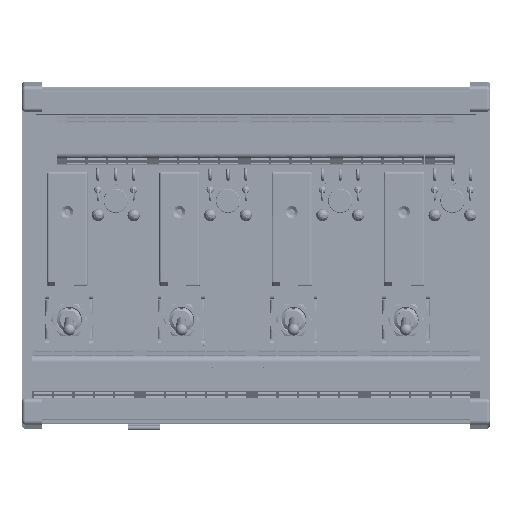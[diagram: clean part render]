
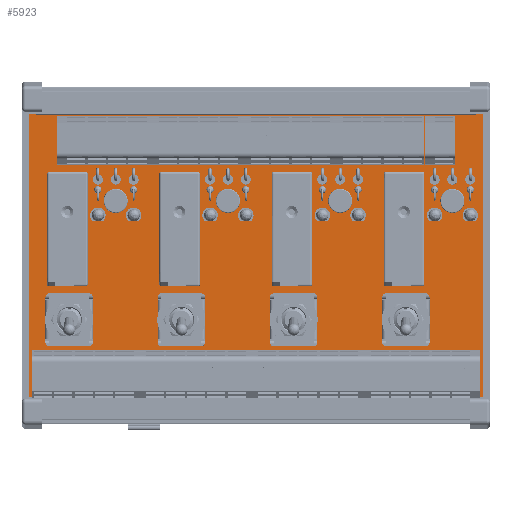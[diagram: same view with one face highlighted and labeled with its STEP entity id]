
A CAD part, top view. The second image highlights one B-rep face of the part: STEP entity #5923.
In plain terms, the highlighted planar face has unit normal (0, 0, 1).
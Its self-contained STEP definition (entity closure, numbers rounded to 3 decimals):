
#5923=ADVANCED_FACE('',(#11525),#11526,.T.);
#11525=FACE_OUTER_BOUND('',#17326,.T.);
#11526=PLANE('',#17327);
#17326=EDGE_LOOP('',(#28810,#28811,#28812,#28813));
#17327=AXIS2_PLACEMENT_3D('',#28814,#28815,#28816);
#28810=ORIENTED_EDGE('',*,*,#39809,.T.);
#28811=ORIENTED_EDGE('',*,*,#39810,.T.);
#28812=ORIENTED_EDGE('',*,*,#39811,.T.);
#28813=ORIENTED_EDGE('',*,*,#39812,.T.);
#28814=CARTESIAN_POINT('',(57.15,36.513,1.651));
#28815=DIRECTION('',(0.0,0.0,1.0));
#28816=DIRECTION('',(1.0,0.0,0.0));
#39809=EDGE_CURVE('',#48200,#48201,#48202,.T.);
#39810=EDGE_CURVE('',#48201,#48203,#48204,.T.);
#39811=EDGE_CURVE('',#48203,#48205,#48206,.T.);
#39812=EDGE_CURVE('',#48205,#48200,#48207,.T.);
#48200=VERTEX_POINT('',#60627);
#48201=VERTEX_POINT('',#60628);
#48202=LINE('',#60629,#60630);
#48203=VERTEX_POINT('',#60631);
#48204=LINE('',#60632,#60633);
#48205=VERTEX_POINT('',#60634);
#48206=LINE('',#60635,#60636);
#48207=LINE('',#60637,#60638);
#60627=CARTESIAN_POINT('',(0.0,0.0,1.651));
#60628=CARTESIAN_POINT('',(114.3,0.0,1.651));
#60629=CARTESIAN_POINT('',(57.15,0.0,1.651));
#60630=VECTOR('',#77828,1.0);
#60631=CARTESIAN_POINT('',(114.3,73.025,1.651));
#60632=CARTESIAN_POINT('',(114.3,36.513,1.651));
#60633=VECTOR('',#77829,1.0);
#60634=CARTESIAN_POINT('',(0.0,73.025,1.651));
#60635=CARTESIAN_POINT('',(57.15,73.025,1.651));
#60636=VECTOR('',#77830,1.0);
#60637=CARTESIAN_POINT('',(0.0,36.513,1.651));
#60638=VECTOR('',#77831,1.0);
#77828=DIRECTION('',(1.0,0.0,0.0));
#77829=DIRECTION('',(0.0,1.0,0.0));
#77830=DIRECTION('',(-1.0,0.0,0.0));
#77831=DIRECTION('',(0.0,-1.0,0.0));
